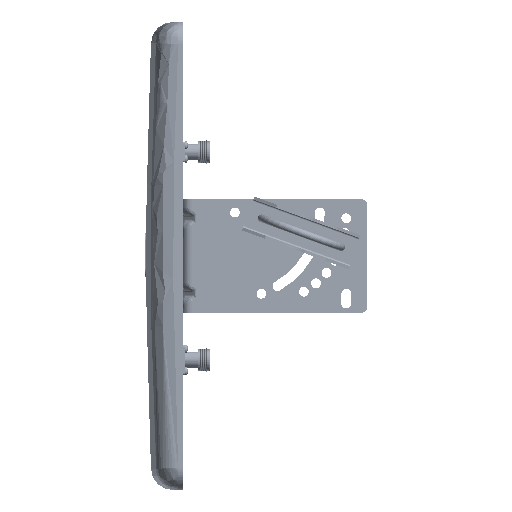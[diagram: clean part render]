
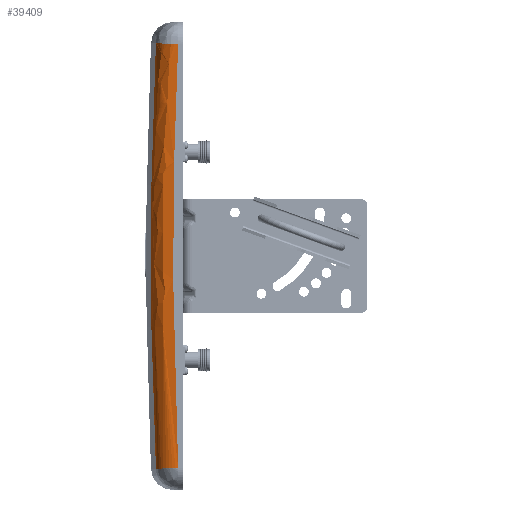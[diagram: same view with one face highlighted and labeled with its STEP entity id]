
A CAD part, left-side view. The second image highlights one B-rep face of the part: STEP entity #39409.
In plain terms, the highlighted free-form (B-spline) face has degree [3, 3] with [4, 4] control points.
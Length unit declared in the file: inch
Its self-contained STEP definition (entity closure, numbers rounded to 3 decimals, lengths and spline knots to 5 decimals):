
#121 =( BOUNDED_SURFACE ( )  B_SPLINE_SURFACE ( 3, 3, ( 
 ( #28743, #62777, #9359, #43422 ),
 ( #14235, #48361, #19181, #53237 ),
 ( #24086, #58109, #28973, #62977 ),
 ( #33850, #4743, #38739, #9563 ) ),
 .UNSPECIFIED., .F., .F., .T. ) 
 B_SPLINE_SURFACE_WITH_KNOTS ( ( 4, 4 ),
 ( 4, 4 ),
 ( 0., 1. ),
 ( 0., 1. ),
 .UNSPECIFIED. ) 
 GEOMETRIC_REPRESENTATION_ITEM ( )  RATIONAL_B_SPLINE_SURFACE ( (
 ( 1., 0.999, 0.999, 1.),
 ( 0.816, 0.815, 0.815, 0.816),
 ( 0.816, 0.815, 0.815, 0.816),
 ( 1., 0.999, 0.999, 1.) ) ) 
 REPRESENTATION_ITEM ( '' )  SURFACE ( )  );
#487 = CARTESIAN_POINT ( 'NONE',  ( -6.20079, 0.2213, 5.61024 ) ) ;
#1099 = ORIENTED_EDGE ( 'NONE', *, *, #21898, .T. ) ;
#1466 = CARTESIAN_POINT ( 'NONE',  ( -6.20079, 0.39857, -1.87148 ) ) ;
#3702 = EDGE_CURVE ( 'NONE', #38393, #6448, #13743, .T. ) ;
#4743 = CARTESIAN_POINT ( 'NONE',  ( -6.20079, 0.39857, -1.87148 ) ) ;
#5847 = CARTESIAN_POINT ( 'NONE',  ( -6.20079, 0.2213, -5.61024 ) ) ;
#6448 = VERTEX_POINT ( 'NONE', #8412 ) ;
#8248 = CIRCLE ( 'NONE', #29223, 119.04776 ) ;
#8412 = CARTESIAN_POINT ( 'NONE',  ( -6.20079, 0.2213, -5.61024 ) ) ;
#9359 = CARTESIAN_POINT ( 'NONE',  ( -5.63817, 0.98868, 1.8808 ) ) ;
#9563 = CARTESIAN_POINT ( 'NONE',  ( -6.20079, 0.2213, 5.61024 ) ) ;
#13743 =( BOUNDED_CURVE ( )  B_SPLINE_CURVE ( 3, ( #25200, #44553, #49467, #5847 ),
 .UNSPECIFIED., .F., .F. ) 
 B_SPLINE_CURVE_WITH_KNOTS ( ( 4, 4 ),
 ( 0., 1. ),
 .UNSPECIFIED. ) 
 CURVE ( )  GEOMETRIC_REPRESENTATION_ITEM ( )  RATIONAL_B_SPLINE_CURVE ( ( 1., 0.816, 0.816, 1. ) ) 
 REPRESENTATION_ITEM ( '' )  );
#13830 = CARTESIAN_POINT ( 'NONE',  ( -5.63817, -118.10364, 0. ) ) ;
#14235 = CARTESIAN_POINT ( 'NONE',  ( -5.97089, 0.79479, -5.63743 ) ) ;
#14501 = ORIENTED_EDGE ( 'NONE', *, *, #22819, .F. ) ;
#14973 =( BOUNDED_CURVE ( )  B_SPLINE_CURVE ( 3, ( #16034, #1466, #55044, #25883 ),
 .UNSPECIFIED., .F., .F. ) 
 B_SPLINE_CURVE_WITH_KNOTS ( ( 4, 4 ),
 ( 0., 1. ),
 .UNSPECIFIED. ) 
 CURVE ( )  GEOMETRIC_REPRESENTATION_ITEM ( )  RATIONAL_B_SPLINE_CURVE ( ( 1., 0.999, 0.999, 1. ) ) 
 REPRESENTATION_ITEM ( '' )  );
#16034 = CARTESIAN_POINT ( 'NONE',  ( -6.20079, 0.2213, -5.61024 ) ) ;
#18760 = DIRECTION ( 'NONE',  ( 0., 0., -1. ) ) ;
#19181 = CARTESIAN_POINT ( 'NONE',  ( -5.97089, 0.97292, 1.88055 ) ) ;
#21246 = CARTESIAN_POINT ( 'NONE',  ( -5.63817, 0.81053, -5.63817 ) ) ;
#21898 = EDGE_CURVE ( 'NONE', #31512, #58015, #49247, .T. ) ;
#22819 = EDGE_CURVE ( 'NONE', #38393, #58015, #8248, .T. ) ;
#23185 = CARTESIAN_POINT ( 'NONE',  ( -5.63817, 0.81053, 5.63817 ) ) ;
#24086 = CARTESIAN_POINT ( 'NONE',  ( -6.20079, 0.55402, -5.62601 ) ) ;
#24649 = EDGE_CURVE ( 'NONE', #6448, #31512, #14973, .T. ) ;
#25200 = CARTESIAN_POINT ( 'NONE',  ( -5.63817, 0.81053, -5.63817 ) ) ;
#25883 = CARTESIAN_POINT ( 'NONE',  ( -6.20079, 0.2213, 5.61024 ) ) ;
#28743 = CARTESIAN_POINT ( 'NONE',  ( -5.63817, 0.81053, -5.63817 ) ) ;
#28973 = CARTESIAN_POINT ( 'NONE',  ( -6.20079, 0.73179, 1.87674 ) ) ;
#29223 = AXIS2_PLACEMENT_3D ( 'NONE', #13830, #47928, #18760 ) ;
#29547 = CARTESIAN_POINT ( 'NONE',  ( -5.97089, 0.79479, 5.63743 ) ) ;
#30971 = FACE_OUTER_BOUND ( 'NONE', #49072, .T. ) ;
#31512 = VERTEX_POINT ( 'NONE', #59144 ) ;
#33850 = CARTESIAN_POINT ( 'NONE',  ( -6.20079, 0.2213, -5.61024 ) ) ;
#34426 = CARTESIAN_POINT ( 'NONE',  ( -5.63817, 0.81053, 5.63817 ) ) ;
#38393 = VERTEX_POINT ( 'NONE', #21246 ) ;
#38716 = ORIENTED_EDGE ( 'NONE', *, *, #3702, .T. ) ;
#38739 = CARTESIAN_POINT ( 'NONE',  ( -6.20079, 0.39857, 1.87148 ) ) ;
#39409 = ADVANCED_FACE ( 'NONE', ( #30971 ), #121, .T. ) ;
#43422 = CARTESIAN_POINT ( 'NONE',  ( -5.63817, 0.81053, 5.63817 ) ) ;
#44553 = CARTESIAN_POINT ( 'NONE',  ( -5.97089, 0.79479, -5.63743 ) ) ;
#47928 = DIRECTION ( 'NONE',  ( 1., 0., 0. ) ) ;
#48272 = ORIENTED_EDGE ( 'NONE', *, *, #24649, .T. ) ;
#48361 = CARTESIAN_POINT ( 'NONE',  ( -5.97089, 0.97292, -1.88055 ) ) ;
#49072 = EDGE_LOOP ( 'NONE', ( #38716, #48272, #1099, #14501 ) ) ;
#49247 =( BOUNDED_CURVE ( )  B_SPLINE_CURVE ( 3, ( #487, #58688, #29547, #34426 ),
 .UNSPECIFIED., .F., .F. ) 
 B_SPLINE_CURVE_WITH_KNOTS ( ( 4, 4 ),
 ( 0., 1. ),
 .UNSPECIFIED. ) 
 CURVE ( )  GEOMETRIC_REPRESENTATION_ITEM ( )  RATIONAL_B_SPLINE_CURVE ( ( 1., 0.816, 0.816, 1. ) ) 
 REPRESENTATION_ITEM ( '' )  );
#49467 = CARTESIAN_POINT ( 'NONE',  ( -6.20079, 0.55402, -5.62601 ) ) ;
#53237 = CARTESIAN_POINT ( 'NONE',  ( -5.97089, 0.79479, 5.63743 ) ) ;
#55044 = CARTESIAN_POINT ( 'NONE',  ( -6.20079, 0.39857, 1.87148 ) ) ;
#58015 = VERTEX_POINT ( 'NONE', #23185 ) ;
#58109 = CARTESIAN_POINT ( 'NONE',  ( -6.20079, 0.73179, -1.87674 ) ) ;
#58688 = CARTESIAN_POINT ( 'NONE',  ( -6.20079, 0.55402, 5.62601 ) ) ;
#59144 = CARTESIAN_POINT ( 'NONE',  ( -6.20079, 0.2213, 5.61024 ) ) ;
#62777 = CARTESIAN_POINT ( 'NONE',  ( -5.63817, 0.98868, -1.8808 ) ) ;
#62977 = CARTESIAN_POINT ( 'NONE',  ( -6.20079, 0.55402, 5.62601 ) ) ;
